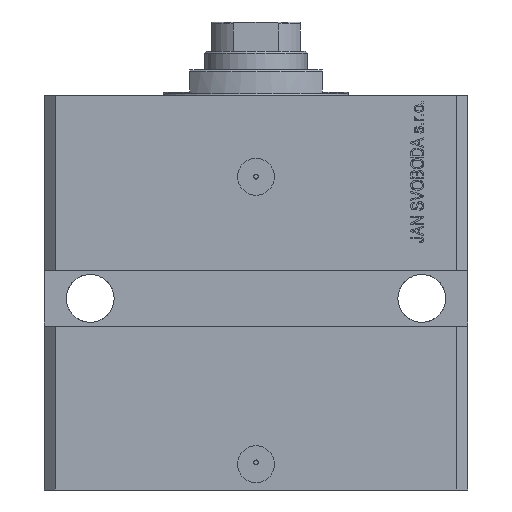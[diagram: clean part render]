
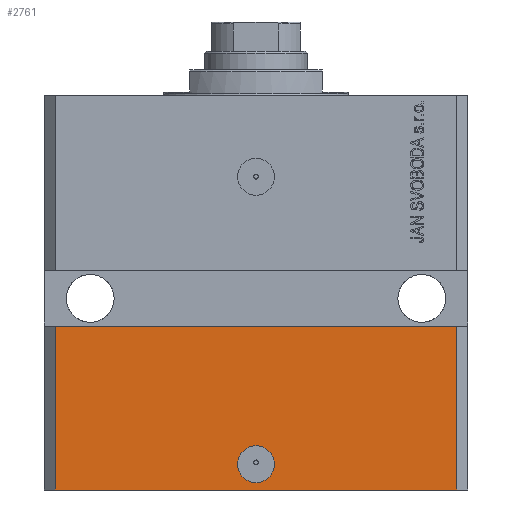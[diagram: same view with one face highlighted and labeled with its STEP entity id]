
A CAD part, front view. The second image highlights one B-rep face of the part: STEP entity #2761.
In plain terms, the highlighted planar face has unit normal (0, -1, 0).
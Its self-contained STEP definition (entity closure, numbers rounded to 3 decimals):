
#1462 = ORIENTED_EDGE ( 'NONE', *, *, #34899, .F. ) ;
#2761 = ADVANCED_FACE ( 'NONE', ( #33189, #44748 ), #13721, .T. ) ;
#3843 = CARTESIAN_POINT ( 'NONE',  ( -57.5, -45., -62.5 ) ) ;
#4560 = DIRECTION ( 'NONE',  ( 1., 0., 0. ) ) ;
#5648 = CARTESIAN_POINT ( 'NONE',  ( 54.5, -45., -62.5 ) ) ;
#6486 = EDGE_CURVE ( 'NONE', #13909, #11283, #45432, .T. ) ;
#6725 = VERTEX_POINT ( 'NONE', #27201 ) ;
#7109 = ORIENTED_EDGE ( 'NONE', *, *, #6486, .F. ) ;
#8107 = EDGE_CURVE ( 'NONE', #20291, #13909, #24847, .T. ) ;
#8312 = EDGE_LOOP ( 'NONE', ( #7109, #27726, #18901, #21303 ) ) ;
#8543 = CARTESIAN_POINT ( 'NONE',  ( -54.5, -45., -107. ) ) ;
#8574 = EDGE_LOOP ( 'NONE', ( #1462, #14152 ) ) ;
#9813 = DIRECTION ( 'NONE',  ( 1., 0., 0. ) ) ;
#10088 = EDGE_CURVE ( 'NONE', #20291, #29976, #34184, .T. ) ;
#11283 = VERTEX_POINT ( 'NONE', #5648 ) ;
#11736 = DIRECTION ( 'NONE',  ( 0., -1., 0. ) ) ;
#12532 = VECTOR ( 'NONE', #30471, 1000. ) ;
#13721 = PLANE ( 'NONE',  #42193 ) ;
#13909 = VERTEX_POINT ( 'NONE', #29445 ) ;
#14152 = ORIENTED_EDGE ( 'NONE', *, *, #42822, .F. ) ;
#14581 = LINE ( 'NONE', #36998, #24992 ) ;
#14774 = CARTESIAN_POINT ( 'NONE',  ( -54.5, -45., -107. ) ) ;
#15296 = CARTESIAN_POINT ( 'NONE',  ( 54.5, -45., -107. ) ) ;
#15666 = CARTESIAN_POINT ( 'NONE',  ( -54.5, -45., -107. ) ) ;
#18901 = ORIENTED_EDGE ( 'NONE', *, *, #10088, .T. ) ;
#19621 = CARTESIAN_POINT ( 'NONE',  ( 0., -45., -100. ) ) ;
#19860 = DIRECTION ( 'NONE',  ( 1., 0., 0. ) ) ;
#20291 = VERTEX_POINT ( 'NONE', #14774 ) ;
#21303 = ORIENTED_EDGE ( 'NONE', *, *, #29049, .T. ) ;
#22184 = AXIS2_PLACEMENT_3D ( 'NONE', #28532, #43549, #9813 ) ;
#22593 = DIRECTION ( 'NONE',  ( 1., 0., 0. ) ) ;
#24847 = LINE ( 'NONE', #40351, #28980 ) ;
#24992 = VECTOR ( 'NONE', #32563, 1000. ) ;
#25092 = DIRECTION ( 'NONE',  ( 0., 0., 1. ) ) ;
#27201 = CARTESIAN_POINT ( 'NONE',  ( -5., -45., -100. ) ) ;
#27726 = ORIENTED_EDGE ( 'NONE', *, *, #8107, .F. ) ;
#28467 = CIRCLE ( 'NONE', #22184, 5. ) ;
#28532 = CARTESIAN_POINT ( 'NONE',  ( 0., -45., -100. ) ) ;
#28867 = VERTEX_POINT ( 'NONE', #29410 ) ;
#28980 = VECTOR ( 'NONE', #25092, 1000. ) ;
#29049 = EDGE_CURVE ( 'NONE', #29976, #11283, #14581, .T. ) ;
#29410 = CARTESIAN_POINT ( 'NONE',  ( 5., -45., -100. ) ) ;
#29445 = CARTESIAN_POINT ( 'NONE',  ( -54.5, -45., -62.5 ) ) ;
#29976 = VERTEX_POINT ( 'NONE', #15296 ) ;
#30471 = DIRECTION ( 'NONE',  ( 1., 0., 0. ) ) ;
#32563 = DIRECTION ( 'NONE',  ( 0., 0., 1. ) ) ;
#33189 = FACE_BOUND ( 'NONE', #8574, .T. ) ;
#34184 = LINE ( 'NONE', #8543, #12532 ) ;
#34899 = EDGE_CURVE ( 'NONE', #28867, #6725, #40881, .T. ) ;
#36998 = CARTESIAN_POINT ( 'NONE',  ( 54.5, -45., -107. ) ) ;
#37616 = VECTOR ( 'NONE', #4560, 1000. ) ;
#40351 = CARTESIAN_POINT ( 'NONE',  ( -54.5, -45., -107. ) ) ;
#40881 = CIRCLE ( 'NONE', #47173, 5. ) ;
#42193 = AXIS2_PLACEMENT_3D ( 'NONE', #15666, #11736, #22593 ) ;
#42259 = DIRECTION ( 'NONE',  ( 0., -1., 0. ) ) ;
#42822 = EDGE_CURVE ( 'NONE', #6725, #28867, #28467, .T. ) ;
#43549 = DIRECTION ( 'NONE',  ( 0., -1., 0. ) ) ;
#44748 = FACE_OUTER_BOUND ( 'NONE', #8312, .T. ) ;
#45432 = LINE ( 'NONE', #3843, #37616 ) ;
#47173 = AXIS2_PLACEMENT_3D ( 'NONE', #19621, #42259, #19860 ) ;
